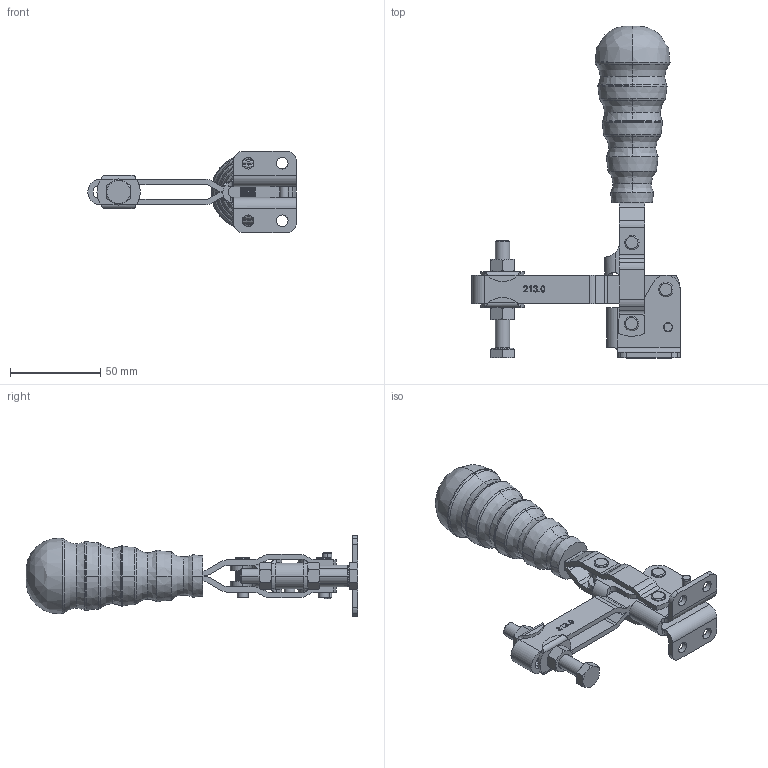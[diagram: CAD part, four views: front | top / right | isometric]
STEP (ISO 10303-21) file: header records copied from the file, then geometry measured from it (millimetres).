
FILE_DESCRIPTION((''),'2;1');
FILE_NAME('213.0.stp','2005-08-29T15:04:43',('CAD'),(''),'Autodesk Inventor 8','Autodesk Inventor 8','');
FILE_SCHEMA(('AUTOMOTIVE_DESIGN { 1 0 10303 214 1 1 1 1 }'));
Length unit declared in the file: millimetre
Products named in the file (1): Part8
Bounding box: 115.75 x 184.39 x 45 mm (x, y, z)
Volume: 118229.9 mm3; surface area: 40443.7 mm2
Topology: 1 solids, 5 shells, 1170 faces, 3807 edges, 2305 vertices
Faces by surface type: plane 445, cone 358, cylinder 224, bspline 119, torus 22, sphere 2
Entity records: 45492 total; most frequent: CARTESIAN_POINT 13034, ORIENTED_EDGE 7590, DIRECTION 6588, EDGE_CURVE 3795, AXIS2_PLACEMENT_3D 2501, VERTEX_POINT 2305, VECTOR 1586, LINE 1586
